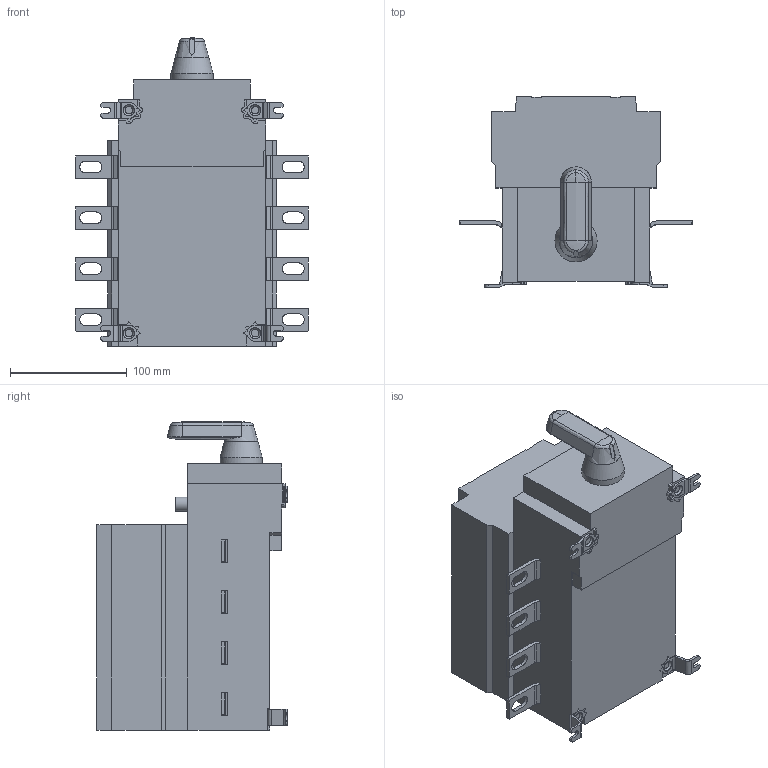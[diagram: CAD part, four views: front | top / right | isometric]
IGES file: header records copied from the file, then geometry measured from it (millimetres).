
Global section: file name: OS200ES40.igs; preprocessor: I-DEAS 3D IGES Translator 11; date: 20060519.110126; units: millimetre
Bounding box: 198.55 x 163.04 x 263.45 mm (x, y, z)
Volume: 3976461.1 mm3; surface area: 187716.2 mm2
Topology: 9 solids, 9 shells, 414 faces, 1123 edges, 737 vertices
Faces by surface type: bspline 414
